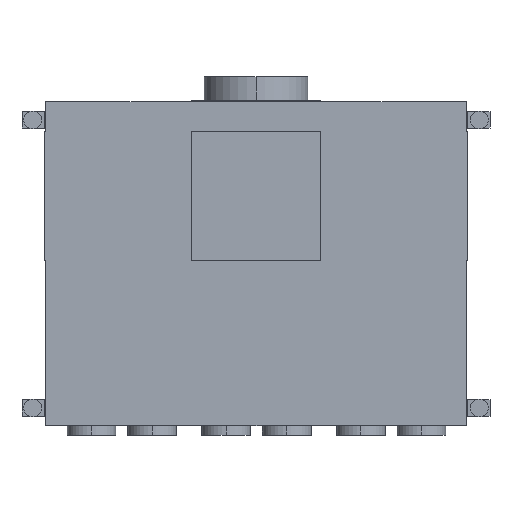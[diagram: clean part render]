
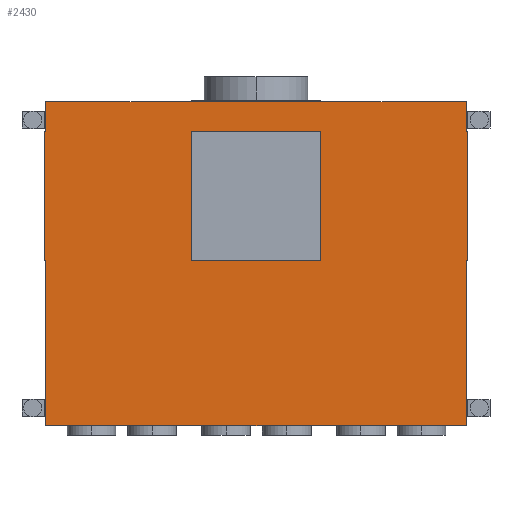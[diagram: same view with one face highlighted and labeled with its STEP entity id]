
A CAD part, top view. The second image highlights one B-rep face of the part: STEP entity #2430.
In plain terms, the highlighted planar face has unit normal (0, 0, 1).
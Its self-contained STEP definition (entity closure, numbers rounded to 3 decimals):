
#200=CARTESIAN_POINT('',(-326.5,5.,200.));
#210=VERTEX_POINT('',#200);
#240=CARTESIAN_POINT('',(-325.,5.,200.));
#250=DIRECTION('',(-1.,0.,0.));
#260=VECTOR('',#250,1.);
#270=LINE('',#240,#260);
#280=CARTESIAN_POINT('',(-325.,5.,200.));
#290=VERTEX_POINT('',#280);
#300=EDGE_CURVE('',#290,#210,#270,.T.);
#460=CARTESIAN_POINT('',(-325.,-250.,200.));
#470=DIRECTION('',(0.,1.,0.));
#480=VECTOR('',#470,1.);
#490=LINE('',#460,#480);
#500=CARTESIAN_POINT('',(-325.,-250.,200.));
#510=VERTEX_POINT('',#500);
#520=EDGE_CURVE('',#510,#290,#490,.T.);
#1060=CARTESIAN_POINT('',(-0.,-0.,200.));
#1070=DIRECTION('',(-0.,-0.,1.));
#1080=DIRECTION('',(1.,0.,-0.));
#1090=AXIS2_PLACEMENT_3D('',#1060,#1070,#1080);
#1100=PLANE('',#1090);
#1110=CARTESIAN_POINT('',(325.,-250.,200.));
#1120=DIRECTION('',(-1.,0.,0.));
#1130=VECTOR('',#1120,1.);
#1140=LINE('',#1110,#1130);
#1150=CARTESIAN_POINT('',(325.,-250.,200.));
#1160=VERTEX_POINT('',#1150);
#1170=EDGE_CURVE('',#1160,#510,#1140,.T.);
#1180=ORIENTED_EDGE('',*,*,#1170,.F.);
#1190=ORIENTED_EDGE('',*,*,#520,.F.);
#1200=ORIENTED_EDGE('',*,*,#300,.F.);
#1210=CARTESIAN_POINT('',(-326.5,205.,200.));
#1220=DIRECTION('',(0.,-1.,0.));
#1230=VECTOR('',#1220,1.);
#1240=LINE('',#1210,#1230);
#1250=CARTESIAN_POINT('',(-326.5,205.,200.));
#1260=VERTEX_POINT('',#1250);
#1270=EDGE_CURVE('',#1260,#210,#1240,.T.);
#1280=ORIENTED_EDGE('',*,*,#1270,.T.);
#1290=CARTESIAN_POINT('',(-325.,205.,200.));
#1300=DIRECTION('',(-1.,0.,0.));
#1310=VECTOR('',#1300,1.);
#1320=LINE('',#1290,#1310);
#1330=CARTESIAN_POINT('',(-325.,205.,200.));
#1340=VERTEX_POINT('',#1330);
#1350=EDGE_CURVE('',#1340,#1260,#1320,.T.);
#1360=ORIENTED_EDGE('',*,*,#1350,.T.);
#1370=CARTESIAN_POINT('',(-325.,205.,200.));
#1380=DIRECTION('',(0.,1.,0.));
#1390=VECTOR('',#1380,1.);
#1400=LINE('',#1370,#1390);
#1410=CARTESIAN_POINT('',(-325.,250.,200.));
#1420=VERTEX_POINT('',#1410);
#1430=EDGE_CURVE('',#1340,#1420,#1400,.T.);
#1440=ORIENTED_EDGE('',*,*,#1430,.F.);
#1450=CARTESIAN_POINT('',(-325.,250.,200.));
#1460=DIRECTION('',(1.,0.,0.));
#1470=VECTOR('',#1460,1.);
#1480=LINE('',#1450,#1470);
#1490=CARTESIAN_POINT('',(-100.,250.,200.));
#1500=VERTEX_POINT('',#1490);
#1510=EDGE_CURVE('',#1420,#1500,#1480,.T.);
#1520=ORIENTED_EDGE('',*,*,#1510,.F.);
#1530=CARTESIAN_POINT('',(-100.,250.,200.));
#1540=DIRECTION('',(1.,0.,0.));
#1550=VECTOR('',#1540,1.);
#1560=LINE('',#1530,#1550);
#1570=CARTESIAN_POINT('',(100.,250.,200.));
#1580=VERTEX_POINT('',#1570);
#1590=EDGE_CURVE('',#1500,#1580,#1560,.T.);
#1600=ORIENTED_EDGE('',*,*,#1590,.F.);
#1610=CARTESIAN_POINT('',(100.,250.,200.));
#1620=DIRECTION('',(1.,0.,0.));
#1630=VECTOR('',#1620,1.);
#1640=LINE('',#1610,#1630);
#1650=CARTESIAN_POINT('',(325.,250.,200.));
#1660=VERTEX_POINT('',#1650);
#1670=EDGE_CURVE('',#1580,#1660,#1640,.T.);
#1680=ORIENTED_EDGE('',*,*,#1670,.F.);
#1690=CARTESIAN_POINT('',(325.,250.,200.));
#1700=DIRECTION('',(0.,-1.,0.));
#1710=VECTOR('',#1700,1.);
#1720=LINE('',#1690,#1710);
#1730=CARTESIAN_POINT('',(325.,205.,200.));
#1740=VERTEX_POINT('',#1730);
#1750=EDGE_CURVE('',#1660,#1740,#1720,.T.);
#1760=ORIENTED_EDGE('',*,*,#1750,.F.);
#1770=CARTESIAN_POINT('',(325.,205.,200.));
#1780=DIRECTION('',(1.,0.,0.));
#1790=VECTOR('',#1780,1.);
#1800=LINE('',#1770,#1790);
#1810=CARTESIAN_POINT('',(326.5,205.,200.));
#1820=VERTEX_POINT('',#1810);
#1830=EDGE_CURVE('',#1740,#1820,#1800,.T.);
#1840=ORIENTED_EDGE('',*,*,#1830,.F.);
#1850=CARTESIAN_POINT('',(326.5,5.,200.));
#1860=DIRECTION('',(0.,1.,0.));
#1870=VECTOR('',#1860,1.);
#1880=LINE('',#1850,#1870);
#1890=CARTESIAN_POINT('',(326.5,5.,200.));
#1900=VERTEX_POINT('',#1890);
#1910=EDGE_CURVE('',#1900,#1820,#1880,.T.);
#1920=ORIENTED_EDGE('',*,*,#1910,.T.);
#1930=CARTESIAN_POINT('',(325.,5.,200.));
#1940=DIRECTION('',(1.,0.,0.));
#1950=VECTOR('',#1940,1.);
#1960=LINE('',#1930,#1950);
#1970=CARTESIAN_POINT('',(325.,5.,200.));
#1980=VERTEX_POINT('',#1970);
#1990=EDGE_CURVE('',#1980,#1900,#1960,.T.);
#2000=ORIENTED_EDGE('',*,*,#1990,.T.);
#2010=CARTESIAN_POINT('',(325.,5.,200.));
#2020=DIRECTION('',(0.,-1.,0.));
#2030=VECTOR('',#2020,1.);
#2040=LINE('',#2010,#2030);
#2050=EDGE_CURVE('',#1980,#1160,#2040,.T.);
#2060=ORIENTED_EDGE('',*,*,#2050,.F.);
#2070=EDGE_LOOP('',(#2060,#2000,#1920,#1840,#1760,#1680,#1600,#1520,
#1440,#1360,#1280,#1200,#1190,#1180));
#2080=FACE_OUTER_BOUND('',#2070,.T.);
#2090=CARTESIAN_POINT('',(100.,205.,200.));
#2100=DIRECTION('',(0.,-1.,0.));
#2110=VECTOR('',#2100,1.);
#2120=LINE('',#2090,#2110);
#2130=CARTESIAN_POINT('',(100.,205.,200.));
#2140=VERTEX_POINT('',#2130);
#2150=CARTESIAN_POINT('',(100.,5.,200.));
#2160=VERTEX_POINT('',#2150);
#2170=EDGE_CURVE('',#2140,#2160,#2120,.T.);
#2180=ORIENTED_EDGE('',*,*,#2170,.T.);
#2190=CARTESIAN_POINT('',(-100.,205.,200.));
#2200=DIRECTION('',(1.,0.,0.));
#2210=VECTOR('',#2200,1.);
#2220=LINE('',#2190,#2210);
#2230=CARTESIAN_POINT('',(-100.,205.,200.));
#2240=VERTEX_POINT('',#2230);
#2250=EDGE_CURVE('',#2240,#2140,#2220,.T.);
#2260=ORIENTED_EDGE('',*,*,#2250,.T.);
#2270=CARTESIAN_POINT('',(-100.,5.,200.));
#2280=DIRECTION('',(0.,1.,0.));
#2290=VECTOR('',#2280,1.);
#2300=LINE('',#2270,#2290);
#2310=CARTESIAN_POINT('',(-100.,5.,200.));
#2320=VERTEX_POINT('',#2310);
#2330=EDGE_CURVE('',#2320,#2240,#2300,.T.);
#2340=ORIENTED_EDGE('',*,*,#2330,.T.);
#2350=CARTESIAN_POINT('',(100.,5.,200.));
#2360=DIRECTION('',(-1.,0.,0.));
#2370=VECTOR('',#2360,1.);
#2380=LINE('',#2350,#2370);
#2390=EDGE_CURVE('',#2160,#2320,#2380,.T.);
#2400=ORIENTED_EDGE('',*,*,#2390,.T.);
#2410=EDGE_LOOP('',(#2400,#2340,#2260,#2180));
#2420=FACE_BOUND('',#2410,.T.);
#2430=ADVANCED_FACE('',(#2080,#2420),#1100,.T.);
